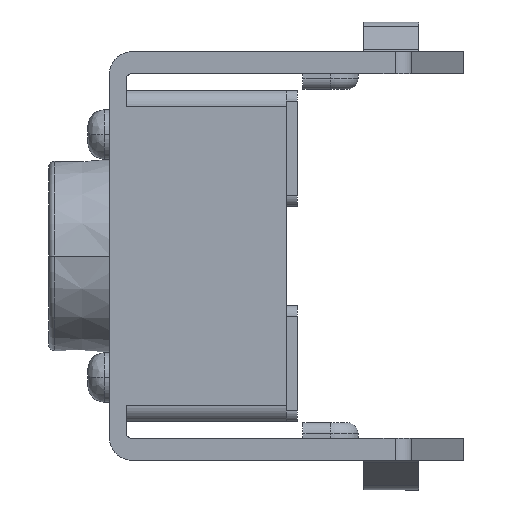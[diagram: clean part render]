
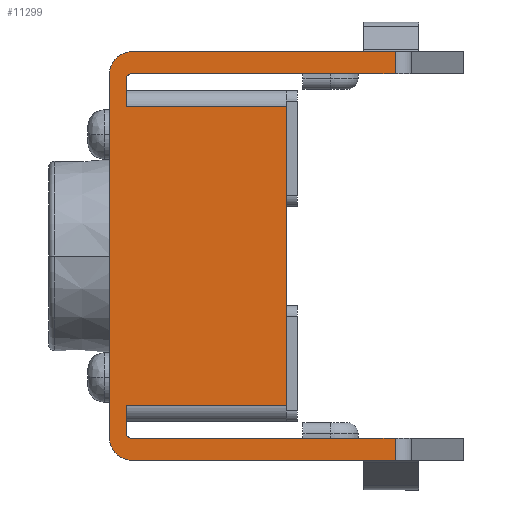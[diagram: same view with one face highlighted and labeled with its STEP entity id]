
A CAD part, left-side view. The second image highlights one B-rep face of the part: STEP entity #11299.
In plain terms, the highlighted planar face has unit normal (-1, 0, 0).
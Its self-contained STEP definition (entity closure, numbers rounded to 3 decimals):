
#425=DIRECTION('',(0.,1.,0.));
#426=VECTOR('',#425,4.767);
#427=CARTESIAN_POINT('',(-3.,-1.767,3.3));
#428=LINE('',#427,#426);
#682=DIRECTION('',(0.,1.,0.));
#683=VECTOR('',#682,4.767);
#684=CARTESIAN_POINT('',(-3.,-1.767,3.7));
#685=LINE('',#684,#683);
#866=DIRECTION('',(0.,1.,0.));
#867=VECTOR('',#866,4.767);
#868=CARTESIAN_POINT('',(-3.,-1.767,-3.7));
#869=LINE('',#868,#867);
#950=DIRECTION('',(0.,1.,0.));
#951=VECTOR('',#950,4.767);
#952=CARTESIAN_POINT('',(-3.,-1.767,-3.3));
#953=LINE('',#952,#951);
#1298=CARTESIAN_POINT('',(-3.,3.,-3.2));
#1299=DIRECTION('',(1.,0.,0.));
#1300=DIRECTION('',(0.,0.,-1.));
#1301=AXIS2_PLACEMENT_3D('',#1298,#1299,#1300);
#1308=DIRECTION('',(0.,0.,1.));
#1309=VECTOR('',#1308,0.4);
#1310=CARTESIAN_POINT('',(-3.,-1.767,3.3));
#1311=LINE('',#1310,#1309);
#1312=DIRECTION('',(0.,0.,-1.));
#1313=VECTOR('',#1312,0.5);
#1314=CARTESIAN_POINT('',(-3.,3.1,3.2));
#1315=LINE('',#1314,#1313);
#1316=DIRECTION('',(0.,-1.,0.));
#1317=VECTOR('',#1316,2.9);
#1318=CARTESIAN_POINT('',(-3.,3.1,2.7));
#1319=LINE('',#1318,#1317);
#1320=DIRECTION('',(0.,0.,1.));
#1321=VECTOR('',#1320,5.4);
#1322=CARTESIAN_POINT('',(-3.,0.2,-2.7));
#1323=LINE('',#1322,#1321);
#1324=DIRECTION('',(0.,-1.,0.));
#1325=VECTOR('',#1324,2.9);
#1326=CARTESIAN_POINT('',(-3.,3.1,-2.7));
#1327=LINE('',#1326,#1325);
#1328=DIRECTION('',(0.,0.,1.));
#1329=VECTOR('',#1328,0.5);
#1330=CARTESIAN_POINT('',(-3.,3.1,-3.2));
#1331=LINE('',#1330,#1329);
#1332=DIRECTION('',(0.,0.,1.));
#1333=VECTOR('',#1332,0.4);
#1334=CARTESIAN_POINT('',(-3.,-1.767,-3.7));
#1335=LINE('',#1334,#1333);
#1336=CARTESIAN_POINT('',(-3.,3.,-3.3));
#1337=DIRECTION('',(-1.,0.,0.));
#1338=DIRECTION('',(0.,1.,0.));
#1339=AXIS2_PLACEMENT_3D('',#1336,#1337,#1338);
#1341=DIRECTION('',(0.,0.,1.));
#1342=VECTOR('',#1341,6.6);
#1343=CARTESIAN_POINT('',(-3.,3.4,-3.3));
#1344=LINE('',#1343,#1342);
#1345=CARTESIAN_POINT('',(-3.,3.,3.3));
#1346=DIRECTION('',(-1.,0.,0.));
#1347=DIRECTION('',(0.,0.,1.));
#1348=AXIS2_PLACEMENT_3D('',#1345,#1346,#1347);
#1367=CARTESIAN_POINT('',(-3.,3.,3.2));
#1368=DIRECTION('',(1.,0.,0.));
#1369=DIRECTION('',(0.,1.,0.));
#1370=AXIS2_PLACEMENT_3D('',#1367,#1368,#1369);
#7407=CARTESIAN_POINT('',(-3.,0.2,-2.7));
#7408=CARTESIAN_POINT('',(-3.,0.2,2.7));
#7409=VERTEX_POINT('',#7407);
#7410=VERTEX_POINT('',#7408);
#7661=CARTESIAN_POINT('',(-3.,3.1,-2.7));
#7662=VERTEX_POINT('',#7661);
#7663=CARTESIAN_POINT('',(-3.,3.,-3.3));
#7664=CARTESIAN_POINT('',(-3.,3.1,-3.2));
#7665=VERTEX_POINT('',#7663);
#7666=VERTEX_POINT('',#7664);
#7675=CARTESIAN_POINT('',(-3.,3.4,-3.3));
#7676=VERTEX_POINT('',#7675);
#7677=CARTESIAN_POINT('',(-3.,3.,-3.7));
#7678=VERTEX_POINT('',#7677);
#7725=CARTESIAN_POINT('',(-3.,-1.767,-3.3));
#7727=VERTEX_POINT('',#7725);
#7731=CARTESIAN_POINT('',(-3.,-1.767,-3.7));
#7732=VERTEX_POINT('',#7731);
#7853=CARTESIAN_POINT('',(-3.,3.1,3.2));
#7854=CARTESIAN_POINT('',(-3.,3.,3.3));
#7855=VERTEX_POINT('',#7853);
#7856=VERTEX_POINT('',#7854);
#7907=CARTESIAN_POINT('',(-3.,3.1,2.7));
#7908=VERTEX_POINT('',#7907);
#7913=CARTESIAN_POINT('',(-3.,3.,3.7));
#7914=CARTESIAN_POINT('',(-3.,3.4,3.3));
#7915=VERTEX_POINT('',#7913);
#7916=VERTEX_POINT('',#7914);
#7955=CARTESIAN_POINT('',(-3.,-1.767,3.7));
#7957=VERTEX_POINT('',#7955);
#7961=CARTESIAN_POINT('',(-3.,-1.767,3.3));
#7962=VERTEX_POINT('',#7961);
#11265=CARTESIAN_POINT('',(-3.,0.,-3.));
#11266=DIRECTION('',(-1.,0.,0.));
#11267=DIRECTION('',(0.,0.,1.));
#11268=AXIS2_PLACEMENT_3D('',#11265,#11266,#11267);
#11269=PLANE('',#11268);
#11271=ORIENTED_EDGE('',*,*,#11270,.F.);
#11272=ORIENTED_EDGE('',*,*,#10191,.T.);
#11274=ORIENTED_EDGE('',*,*,#11273,.F.);
#11276=ORIENTED_EDGE('',*,*,#11275,.T.);
#11278=ORIENTED_EDGE('',*,*,#11277,.T.);
#11280=ORIENTED_EDGE('',*,*,#11279,.F.);
#11282=ORIENTED_EDGE('',*,*,#11281,.F.);
#11284=ORIENTED_EDGE('',*,*,#11283,.F.);
#11285=ORIENTED_EDGE('',*,*,#11256,.F.);
#11286=ORIENTED_EDGE('',*,*,#10785,.F.);
#11288=ORIENTED_EDGE('',*,*,#11287,.F.);
#11289=ORIENTED_EDGE('',*,*,#10714,.T.);
#11291=ORIENTED_EDGE('',*,*,#11290,.F.);
#11293=ORIENTED_EDGE('',*,*,#11292,.T.);
#11295=ORIENTED_EDGE('',*,*,#11294,.F.);
#11296=ORIENTED_EDGE('',*,*,#10427,.F.);
#11297=EDGE_LOOP('',(#11271,#11272,#11274,#11276,#11278,#11280,#11282,#11284,
#11285,#11286,#11288,#11289,#11291,#11293,#11295,#11296));
#11298=FACE_OUTER_BOUND('',#11297,.F.);
#1302=CIRCLE('',#1301,0.1);
#1340=CIRCLE('',#1339,0.4);
#1349=CIRCLE('',#1348,0.4);
#1371=CIRCLE('',#1370,0.1);
#10191=EDGE_CURVE('',#7962,#7856,#428,.T.);
#10427=EDGE_CURVE('',#7957,#7915,#685,.T.);
#10714=EDGE_CURVE('',#7732,#7678,#869,.T.);
#10785=EDGE_CURVE('',#7727,#7665,#953,.T.);
#11256=EDGE_CURVE('',#7665,#7666,#1302,.T.);
#11270=EDGE_CURVE('',#7962,#7957,#1311,.T.);
#11273=EDGE_CURVE('',#7855,#7856,#1371,.T.);
#11275=EDGE_CURVE('',#7855,#7908,#1315,.T.);
#11277=EDGE_CURVE('',#7908,#7410,#1319,.T.);
#11279=EDGE_CURVE('',#7409,#7410,#1323,.T.);
#11281=EDGE_CURVE('',#7662,#7409,#1327,.T.);
#11283=EDGE_CURVE('',#7666,#7662,#1331,.T.);
#11287=EDGE_CURVE('',#7732,#7727,#1335,.T.);
#11290=EDGE_CURVE('',#7676,#7678,#1340,.T.);
#11292=EDGE_CURVE('',#7676,#7916,#1344,.T.);
#11294=EDGE_CURVE('',#7915,#7916,#1349,.T.);
#11299=ADVANCED_FACE('',(#11298),#11269,.T.);
